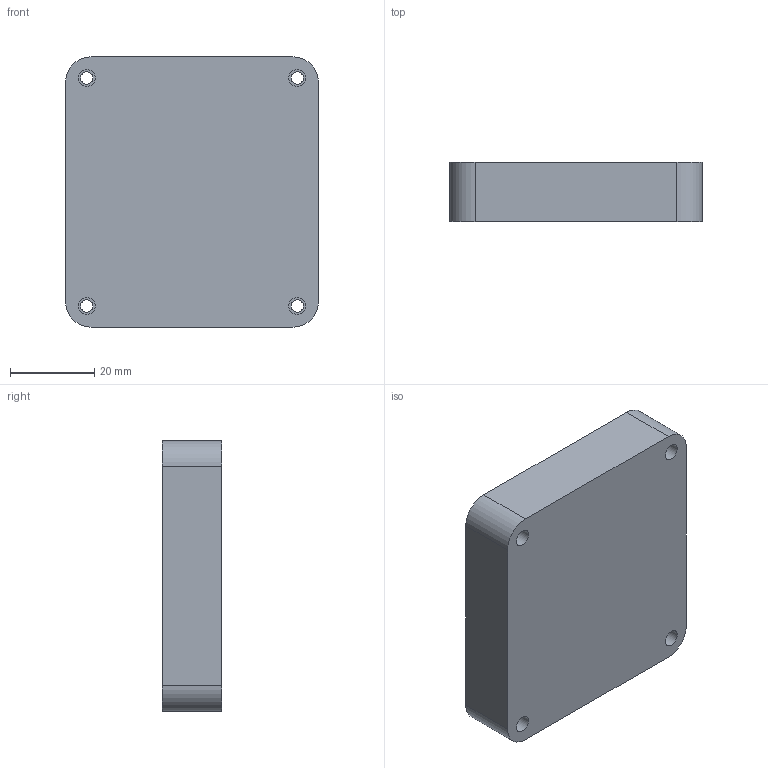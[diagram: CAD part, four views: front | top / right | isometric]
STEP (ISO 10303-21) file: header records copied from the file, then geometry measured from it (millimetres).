
FILE_DESCRIPTION(/* description */ (''),/* implementation_level */ '2;1');
FILE_NAME(/* name */ 'Component1.step',/* time_stamp */ '2018-11-19T00:32:37-05:00',/* author */ (''),/* organization */ (''),/* preprocessor_version */ 'ST-DEVELOPER v17.2',/* originating_system */ 'Autodesk Translation Framework v7.6.0.251',/* authorisation */ '');
FILE_SCHEMA (('AUTOMOTIVE_DESIGN { 1 0 10303 214 3 1 1 }'));
Length unit declared in the file: millimetre
Products named in the file (1): FusionComponent
Bounding box: 59.83 x 14 x 64 mm (x, y, z)
Volume: 8552.4 mm3; surface area: 15434.9 mm2
Topology: 1 solids, 1 shells, 52 faces, 120 edges, 82 vertices
Faces by surface type: plane 28, cylinder 24
Full cylindrical faces by diameter (mm): 2.5 x4, 2.93 x4, 4 x4, 5 x4
Entity records: 1559 total; most frequent: DIRECTION 284, CARTESIAN_POINT 255, ORIENTED_EDGE 240, EDGE_CURVE 120, AXIS2_PLACEMENT_3D 111, VERTEX_POINT 82, EDGE_LOOP 72, LINE 62
